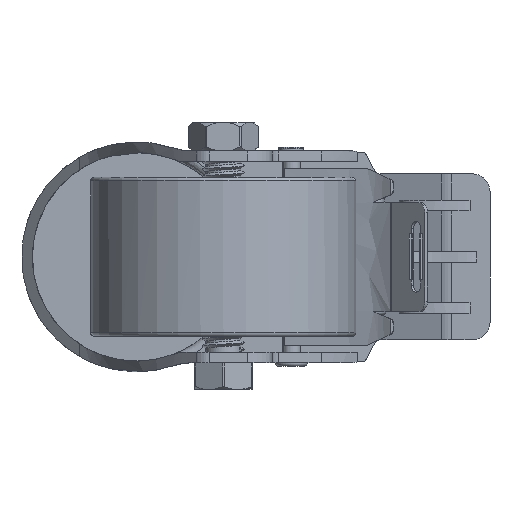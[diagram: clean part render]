
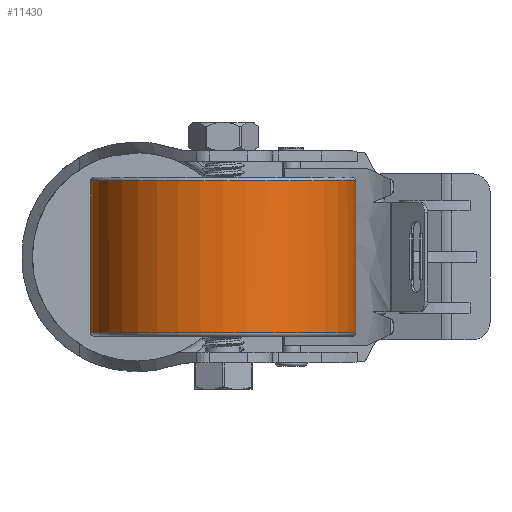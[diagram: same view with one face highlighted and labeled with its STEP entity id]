
A CAD part, front view. The second image highlights one B-rep face of the part: STEP entity #11430.
In plain terms, the highlighted cylindrical face has radius 37.5 mm (diameter 75 mm), a partial arc.
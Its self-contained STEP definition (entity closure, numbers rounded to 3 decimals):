
#11102=CARTESIAN_POINT('',(0.,-21.5,0.));
#11103=DIRECTION('',(0.,1.,0.));
#11104=DIRECTION('',(1.,0.,0.));
#11105=AXIS2_PLACEMENT_3D('',#11102,#11103,#11104);
#11107=CARTESIAN_POINT('',(0.,-21.5,0.));
#11108=DIRECTION('',(0.,1.,0.));
#11109=DIRECTION('',(1.,0.,-0.007));
#11110=AXIS2_PLACEMENT_3D('',#11107,#11108,#11109);
#11117=DIRECTION('',(0.,-1.,0.));
#11118=VECTOR('',#11117,43.);
#11119=CARTESIAN_POINT('',(-37.5,21.5,0.));
#11120=LINE('',#11119,#11118);
#11126=CARTESIAN_POINT('',(0.,21.5,0.));
#11127=DIRECTION('',(0.,-1.,0.));
#11128=DIRECTION('',(-1.,0.,0.));
#11129=AXIS2_PLACEMENT_3D('',#11126,#11127,#11128);
#11131=CARTESIAN_POINT('',(0.,21.5,0.));
#11132=DIRECTION('',(0.,-1.,0.));
#11133=DIRECTION('',(-1.,0.,-0.005));
#11134=AXIS2_PLACEMENT_3D('',#11131,#11132,#11133);
#11181=DIRECTION('',(0.,-1.,0.));
#11182=VECTOR('',#11181,43.);
#11183=CARTESIAN_POINT('',(37.5,21.5,0.));
#11184=LINE('',#11183,#11182);
#11313=CARTESIAN_POINT('',(-37.5,-21.5,0.));
#11314=VERTEX_POINT('',#11313);
#11316=CARTESIAN_POINT('',(37.5,-21.5,0.));
#11318=VERTEX_POINT('',#11316);
#11319=CARTESIAN_POINT('',(37.499,-21.5,-0.252));
#11320=VERTEX_POINT('',#11319);
#11321=CARTESIAN_POINT('',(-37.5,21.5,-0.177));
#11322=CARTESIAN_POINT('',(37.5,21.5,0.));
#11323=VERTEX_POINT('',#11321);
#11324=VERTEX_POINT('',#11322);
#11325=CARTESIAN_POINT('',(-37.5,21.5,0.));
#11326=VERTEX_POINT('',#11325);
#11413=CARTESIAN_POINT('',(0.,-22.5,0.));
#11414=DIRECTION('',(0.,1.,0.));
#11415=DIRECTION('',(1.,0.,0.));
#11416=AXIS2_PLACEMENT_3D('',#11413,#11414,#11415);
#11417=CYLINDRICAL_SURFACE('',#11416,37.5);
#11419=ORIENTED_EDGE('',*,*,#11418,.F.);
#11421=ORIENTED_EDGE('',*,*,#11420,.F.);
#11423=ORIENTED_EDGE('',*,*,#11422,.T.);
#11424=ORIENTED_EDGE('',*,*,#11407,.F.);
#11425=ORIENTED_EDGE('',*,*,#11405,.F.);
#11427=ORIENTED_EDGE('',*,*,#11426,.F.);
#11428=EDGE_LOOP('',(#11419,#11421,#11423,#11424,#11425,#11427));
#11429=FACE_OUTER_BOUND('',#11428,.F.);
#11106=CIRCLE('',#11105,37.5);
#11111=CIRCLE('',#11110,37.5);
#11130=CIRCLE('',#11129,37.5);
#11135=CIRCLE('',#11134,37.5);
#11405=EDGE_CURVE('',#11318,#11320,#11106,.T.);
#11407=EDGE_CURVE('',#11320,#11314,#11111,.T.);
#11418=EDGE_CURVE('',#11323,#11324,#11135,.T.);
#11420=EDGE_CURVE('',#11326,#11323,#11130,.T.);
#11422=EDGE_CURVE('',#11326,#11314,#11120,.T.);
#11426=EDGE_CURVE('',#11324,#11318,#11184,.T.);
#11430=ADVANCED_FACE('',(#11429),#11417,.T.);
